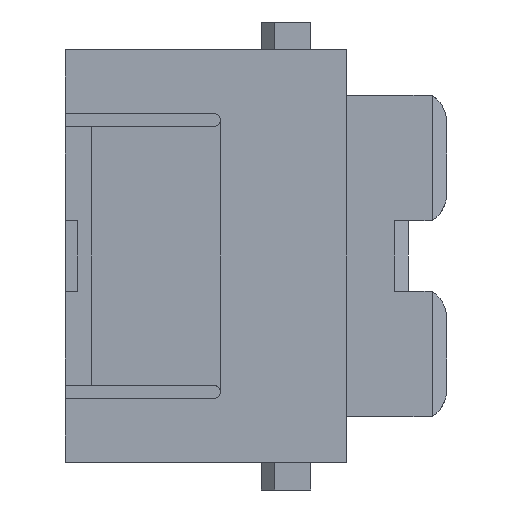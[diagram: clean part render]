
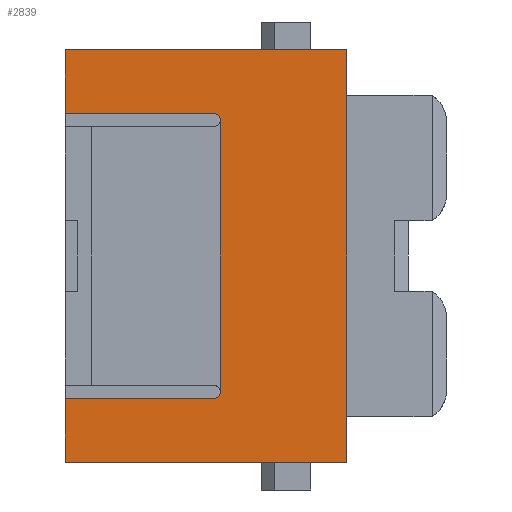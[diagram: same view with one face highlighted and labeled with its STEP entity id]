
A CAD part, left-side view. The second image highlights one B-rep face of the part: STEP entity #2839.
In plain terms, the highlighted planar face has unit normal (-1, 0, 0).
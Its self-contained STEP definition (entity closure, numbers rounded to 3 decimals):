
#16=DIRECTION('',(0.,0.,1.));
#17=VECTOR('',#16,20.);
#18=CARTESIAN_POINT('',(-7.3,-8.5,-10.));
#19=LINE('',#18,#17);
#24=CARTESIAN_POINT('',(-7.3,-8.,10.));
#25=DIRECTION('',(-1.,0.,0.));
#26=DIRECTION('',(0.,-1.,0.));
#27=AXIS2_PLACEMENT_3D('',#24,#25,#26);
#32=DIRECTION('',(0.,1.,0.));
#33=VECTOR('',#32,10.9);
#34=CARTESIAN_POINT('',(-7.3,-8.,10.5));
#35=LINE('',#34,#33);
#39=DIRECTION('',(0.,-1.,0.));
#40=VECTOR('',#39,20.7);
#41=CARTESIAN_POINT('',(-7.3,2.9,15.15));
#42=LINE('',#41,#40);
#46=DIRECTION('',(0.,0.,-1.));
#47=VECTOR('',#46,30.3);
#48=CARTESIAN_POINT('',(-7.3,-17.8,15.15));
#49=LINE('',#48,#47);
#53=DIRECTION('',(0.,1.,0.));
#54=VECTOR('',#53,20.7);
#55=CARTESIAN_POINT('',(-7.3,-17.8,-15.15));
#56=LINE('',#55,#54);
#60=CARTESIAN_POINT('',(-7.3,-8.,-10.));
#61=DIRECTION('',(-1.,0.,0.));
#62=DIRECTION('',(0.,0.,-1.));
#63=AXIS2_PLACEMENT_3D('',#60,#61,#62);
#722=DIRECTION('',(0.,1.,0.));
#723=VECTOR('',#722,10.9);
#724=CARTESIAN_POINT('',(-7.3,-8.,-10.5));
#725=LINE('',#724,#723);
#736=DIRECTION('',(0.,0.,-1.));
#737=VECTOR('',#736,4.65);
#738=CARTESIAN_POINT('',(-7.3,2.9,-10.5));
#739=LINE('',#738,#737);
#764=DIRECTION('',(0.,0.,-1.));
#765=VECTOR('',#764,4.65);
#766=CARTESIAN_POINT('',(-7.3,2.9,15.15));
#767=LINE('',#766,#765);
#2388=CARTESIAN_POINT('',(-7.3,-8.5,-10.));
#2389=CARTESIAN_POINT('',(-7.3,-8.5,10.));
#2390=VERTEX_POINT('',#2388);
#2391=VERTEX_POINT('',#2389);
#2392=CARTESIAN_POINT('',(-7.3,-8.,10.5));
#2393=VERTEX_POINT('',#2392);
#2394=CARTESIAN_POINT('',(-7.3,2.9,10.5));
#2395=VERTEX_POINT('',#2394);
#2396=CARTESIAN_POINT('',(-7.3,2.9,15.15));
#2397=VERTEX_POINT('',#2396);
#2398=CARTESIAN_POINT('',(-7.3,-17.8,15.15));
#2399=VERTEX_POINT('',#2398);
#2400=CARTESIAN_POINT('',(-7.3,-17.8,-15.15));
#2401=VERTEX_POINT('',#2400);
#2402=CARTESIAN_POINT('',(-7.3,2.9,-15.15));
#2403=VERTEX_POINT('',#2402);
#2404=CARTESIAN_POINT('',(-7.3,2.9,-10.5));
#2405=VERTEX_POINT('',#2404);
#2406=CARTESIAN_POINT('',(-7.3,-8.,-10.5));
#2407=VERTEX_POINT('',#2406);
#2812=CARTESIAN_POINT('',(-7.3,1.032,2.262));
#2813=DIRECTION('',(1.,0.,0.));
#2814=DIRECTION('',(0.,0.,1.));
#2815=AXIS2_PLACEMENT_3D('',#2812,#2813,#2814);
#2816=PLANE('',#2815);
#2818=ORIENTED_EDGE('',*,*,#2817,.T.);
#2820=ORIENTED_EDGE('',*,*,#2819,.T.);
#2822=ORIENTED_EDGE('',*,*,#2821,.T.);
#2824=ORIENTED_EDGE('',*,*,#2823,.F.);
#2826=ORIENTED_EDGE('',*,*,#2825,.T.);
#2828=ORIENTED_EDGE('',*,*,#2827,.T.);
#2830=ORIENTED_EDGE('',*,*,#2829,.T.);
#2832=ORIENTED_EDGE('',*,*,#2831,.F.);
#2834=ORIENTED_EDGE('',*,*,#2833,.F.);
#2836=ORIENTED_EDGE('',*,*,#2835,.T.);
#2837=EDGE_LOOP('',(#2818,#2820,#2822,#2824,#2826,#2828,#2830,#2832,#2834,
#2836));
#2838=FACE_OUTER_BOUND('',#2837,.F.);
#2839=ADVANCED_FACE('',(#2838),#2816,.F.);
#28=CIRCLE('',#27,0.5);
#64=CIRCLE('',#63,0.5);
#2817=EDGE_CURVE('',#2390,#2391,#19,.T.);
#2819=EDGE_CURVE('',#2391,#2393,#28,.T.);
#2821=EDGE_CURVE('',#2393,#2395,#35,.T.);
#2823=EDGE_CURVE('',#2397,#2395,#767,.T.);
#2825=EDGE_CURVE('',#2397,#2399,#42,.T.);
#2827=EDGE_CURVE('',#2399,#2401,#49,.T.);
#2829=EDGE_CURVE('',#2401,#2403,#56,.T.);
#2831=EDGE_CURVE('',#2405,#2403,#739,.T.);
#2833=EDGE_CURVE('',#2407,#2405,#725,.T.);
#2835=EDGE_CURVE('',#2407,#2390,#64,.T.);
